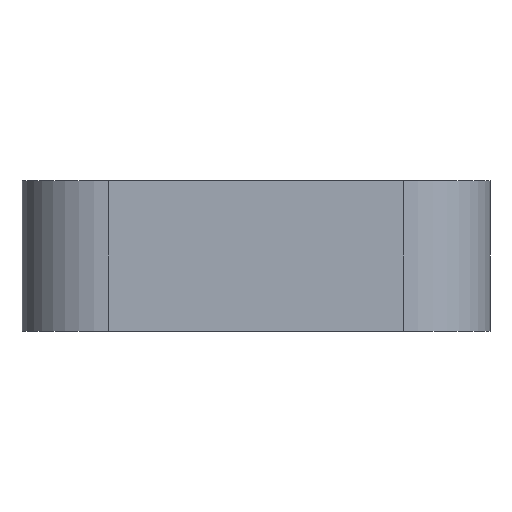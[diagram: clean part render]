
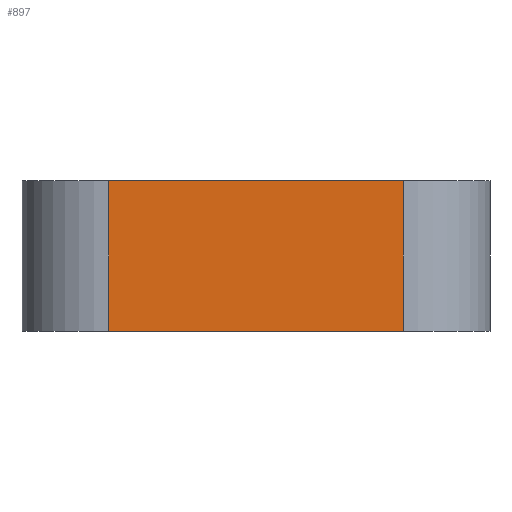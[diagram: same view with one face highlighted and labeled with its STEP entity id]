
A CAD part, left-side view. The second image highlights one B-rep face of the part: STEP entity #897.
In plain terms, the highlighted planar face has unit normal (-1, 0, 0).
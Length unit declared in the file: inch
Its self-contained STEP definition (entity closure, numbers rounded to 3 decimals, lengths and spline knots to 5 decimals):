
#15 = VERTEX_POINT ( 'NONE', #119 ) ;
#26 = EDGE_CURVE ( 'NONE', #947, #216, #48, .T. ) ;
#39 = ORIENTED_EDGE ( 'NONE', *, *, #74, .T. ) ;
#48 = LINE ( 'NONE', #871, #566 ) ;
#55 = AXIS2_PLACEMENT_3D ( 'NONE', #663, #971, #354 ) ;
#74 = EDGE_CURVE ( 'NONE', #15, #947, #400, .T. ) ;
#119 = CARTESIAN_POINT ( 'NONE',  ( -0.675, 0.425, 0.43307 ) ) ;
#216 = VERTEX_POINT ( 'NONE', #331 ) ;
#237 = EDGE_LOOP ( 'NONE', ( #523, #670, #941, #39 ) ) ;
#245 = DIRECTION ( 'NONE',  ( 0., -1., 0. ) ) ;
#316 = EDGE_CURVE ( 'NONE', #15, #799, #369, .T. ) ;
#331 = CARTESIAN_POINT ( 'NONE',  ( -0.675, -0.425, 0. ) ) ;
#354 = DIRECTION ( 'NONE',  ( 0., 1., 0. ) ) ;
#369 = LINE ( 'NONE', #516, #861 ) ;
#400 = LINE ( 'NONE', #867, #820 ) ;
#409 = DIRECTION ( 'NONE',  ( 0., 0., -1. ) ) ;
#516 = CARTESIAN_POINT ( 'NONE',  ( -0.675, 0., 0.43307 ) ) ;
#523 = ORIENTED_EDGE ( 'NONE', *, *, #26, .T. ) ;
#566 = VECTOR ( 'NONE', #245, 39.37008 ) ;
#585 = CARTESIAN_POINT ( 'NONE',  ( -0.675, 0.425, 0. ) ) ;
#607 = EDGE_CURVE ( 'NONE', #216, #799, #875, .T. ) ;
#627 = DIRECTION ( 'NONE',  ( 0., 0., 1. ) ) ;
#648 = FACE_OUTER_BOUND ( 'NONE', #237, .T. ) ;
#663 = CARTESIAN_POINT ( 'NONE',  ( -0.675, 0., 0.43307 ) ) ;
#670 = ORIENTED_EDGE ( 'NONE', *, *, #607, .T. ) ;
#750 = CARTESIAN_POINT ( 'NONE',  ( -0.675, -0.425, 0.43307 ) ) ;
#787 = CARTESIAN_POINT ( 'NONE',  ( -0.675, -0.425, 0.43307 ) ) ;
#799 = VERTEX_POINT ( 'NONE', #750 ) ;
#820 = VECTOR ( 'NONE', #409, 39.37008 ) ;
#823 = DIRECTION ( 'NONE',  ( 0., -1., 0. ) ) ;
#824 = VECTOR ( 'NONE', #627, 39.37008 ) ;
#861 = VECTOR ( 'NONE', #823, 39.37008 ) ;
#867 = CARTESIAN_POINT ( 'NONE',  ( -0.675, 0.425, 0. ) ) ;
#871 = CARTESIAN_POINT ( 'NONE',  ( -0.675, 0., 0. ) ) ;
#875 = LINE ( 'NONE', #787, #824 ) ;
#897 = ADVANCED_FACE ( 'NONE', ( #648 ), #899, .F. ) ;
#899 = PLANE ( 'NONE',  #55 ) ;
#941 = ORIENTED_EDGE ( 'NONE', *, *, #316, .F. ) ;
#947 = VERTEX_POINT ( 'NONE', #585 ) ;
#971 = DIRECTION ( 'NONE',  ( 1., 0., 0. ) ) ;
